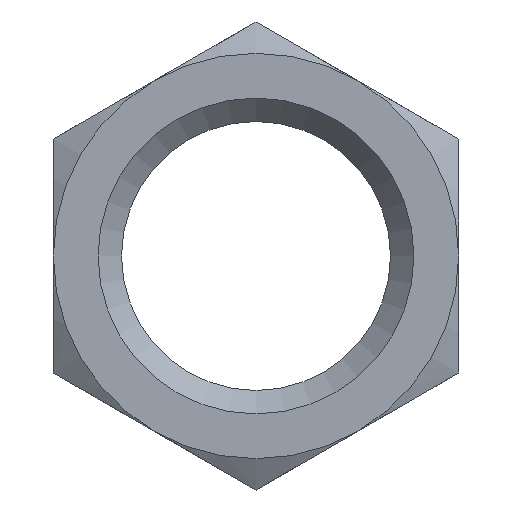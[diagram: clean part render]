
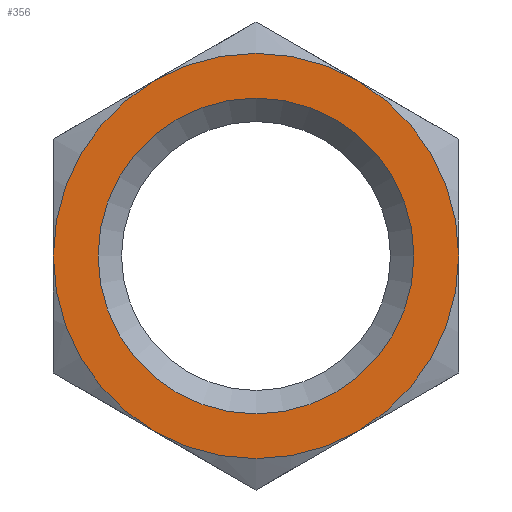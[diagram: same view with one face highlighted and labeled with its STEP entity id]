
A CAD part, left-side view. The second image highlights one B-rep face of the part: STEP entity #356.
In plain terms, the highlighted planar face has unit normal (-1, 0, 0).
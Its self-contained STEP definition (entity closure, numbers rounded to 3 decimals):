
#39=FACE_BOUND('',#81,.T.);
#42=PLANE('',#405);
#55=FACE_OUTER_BOUND('',#80,.T.);
#80=EDGE_LOOP('',(#242,#243,#244,#245,#246,#247));
#81=EDGE_LOOP('',(#248));
#126=CIRCLE('',#400,6.723);
#130=CIRCLE('',#406,8.625);
#131=CIRCLE('',#407,8.625);
#132=CIRCLE('',#408,8.625);
#133=CIRCLE('',#409,8.625);
#134=CIRCLE('',#410,8.625);
#135=CIRCLE('',#411,8.625);
#146=VERTEX_POINT('',#548);
#150=VERTEX_POINT('',#560);
#151=VERTEX_POINT('',#561);
#152=VERTEX_POINT('',#563);
#153=VERTEX_POINT('',#565);
#154=VERTEX_POINT('',#567);
#155=VERTEX_POINT('',#569);
#178=EDGE_CURVE('',#146,#146,#126,.T.);
#184=EDGE_CURVE('',#150,#151,#130,.T.);
#185=EDGE_CURVE('',#151,#152,#131,.T.);
#186=EDGE_CURVE('',#152,#153,#132,.T.);
#187=EDGE_CURVE('',#153,#154,#133,.T.);
#188=EDGE_CURVE('',#154,#155,#134,.T.);
#189=EDGE_CURVE('',#155,#150,#135,.T.);
#242=ORIENTED_EDGE('',*,*,#184,.T.);
#243=ORIENTED_EDGE('',*,*,#185,.T.);
#244=ORIENTED_EDGE('',*,*,#186,.T.);
#245=ORIENTED_EDGE('',*,*,#187,.T.);
#246=ORIENTED_EDGE('',*,*,#188,.T.);
#247=ORIENTED_EDGE('',*,*,#189,.T.);
#248=ORIENTED_EDGE('',*,*,#178,.F.);
#356=ADVANCED_FACE('',(#55,#39),#42,.F.);
#400=AXIS2_PLACEMENT_3D('',#549,#448,#449);
#405=AXIS2_PLACEMENT_3D('',#559,#460,#461);
#406=AXIS2_PLACEMENT_3D('',#562,#462,#463);
#407=AXIS2_PLACEMENT_3D('',#564,#464,#465);
#408=AXIS2_PLACEMENT_3D('',#566,#466,#467);
#409=AXIS2_PLACEMENT_3D('',#568,#468,#469);
#410=AXIS2_PLACEMENT_3D('',#570,#470,#471);
#411=AXIS2_PLACEMENT_3D('',#571,#472,#473);
#448=DIRECTION('center_axis',(-1.,0.,0.));
#449=DIRECTION('ref_axis',(0.,0.,-1.));
#460=DIRECTION('center_axis',(1.,0.,0.));
#461=DIRECTION('ref_axis',(0.,0.,-1.));
#462=DIRECTION('center_axis',(-1.,0.,0.));
#463=DIRECTION('ref_axis',(0.,1.,0.));
#464=DIRECTION('center_axis',(-1.,0.,0.));
#465=DIRECTION('ref_axis',(0.,1.,0.));
#466=DIRECTION('center_axis',(-1.,0.,0.));
#467=DIRECTION('ref_axis',(0.,1.,0.));
#468=DIRECTION('center_axis',(-1.,0.,0.));
#469=DIRECTION('ref_axis',(0.,1.,0.));
#470=DIRECTION('center_axis',(-1.,0.,0.));
#471=DIRECTION('ref_axis',(0.,1.,0.));
#472=DIRECTION('center_axis',(-1.,0.,0.));
#473=DIRECTION('ref_axis',(0.,1.,0.));
#548=CARTESIAN_POINT('',(0.,0.,6.723));
#549=CARTESIAN_POINT('Origin',(0.,0.,0.));
#559=CARTESIAN_POINT('Origin',(0.,0.,0.));
#560=CARTESIAN_POINT('',(0.,4.313,7.469));
#561=CARTESIAN_POINT('',(0.,8.625,0.));
#562=CARTESIAN_POINT('Origin',(0.,0.,0.));
#563=CARTESIAN_POINT('',(0.,4.312,-7.469));
#564=CARTESIAN_POINT('Origin',(0.,0.,0.));
#565=CARTESIAN_POINT('',(0.,-4.313,-7.469));
#566=CARTESIAN_POINT('Origin',(0.,0.,0.));
#567=CARTESIAN_POINT('',(0.,-8.625,0.));
#568=CARTESIAN_POINT('Origin',(0.,0.,0.));
#569=CARTESIAN_POINT('',(0.,-4.313,7.469));
#570=CARTESIAN_POINT('Origin',(0.,0.,0.));
#571=CARTESIAN_POINT('Origin',(0.,0.,0.));
